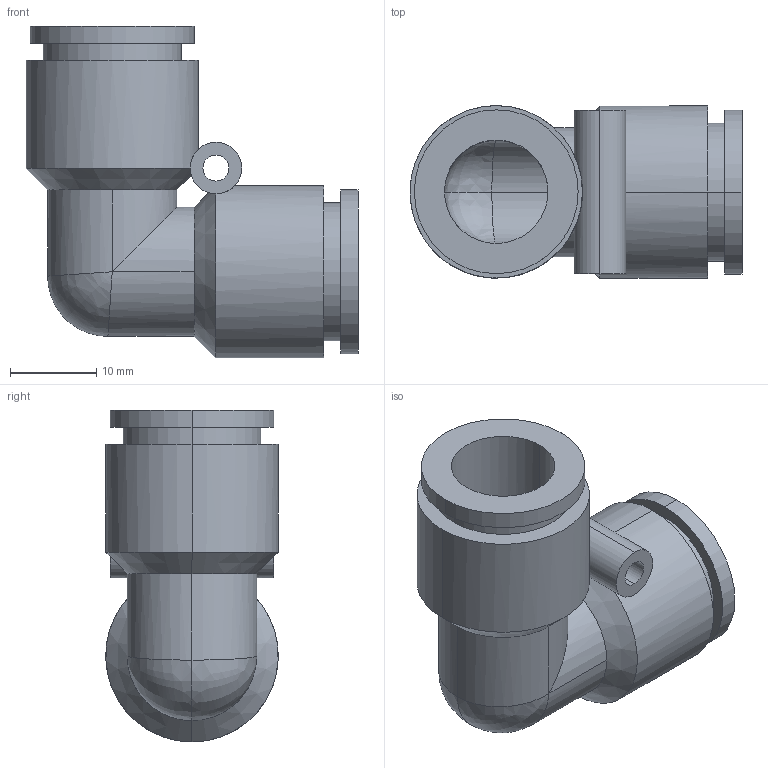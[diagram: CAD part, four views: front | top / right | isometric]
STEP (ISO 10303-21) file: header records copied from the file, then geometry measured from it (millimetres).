
FILE_DESCRIPTION (( 'STEP AP214' ), '1' );
FILE_NAME ('12mm Corner Fitting.STEP', '2020-09-19T06:08:24', ( '' ), ( '' ), 'SwSTEP 2.0', 'SolidWorks 2020', '' );
FILE_SCHEMA (( 'AUTOMOTIVE_DESIGN' ));
Length unit declared in the file: millimetre
Products named in the file (1): 12mm Corner Fitting
Bounding box: 38.5 x 20 x 38.5 mm (x, y, z)
Volume: 8244.1 mm3; surface area: 6593.1 mm2
Topology: 1 solids, 1 shells, 44 faces, 105 edges, 62 vertices
Faces by surface type: cylinder 28, plane 8, cone 4, bspline 4
Entity records: 1787 total; most frequent: CARTESIAN_POINT 602, DIRECTION 207, ORIENTED_EDGE 202, EDGE_CURVE 101, AXIS2_PLACEMENT_3D 87, VERTEX_POINT 62, EDGE_LOOP 53, CIRCLE 46
